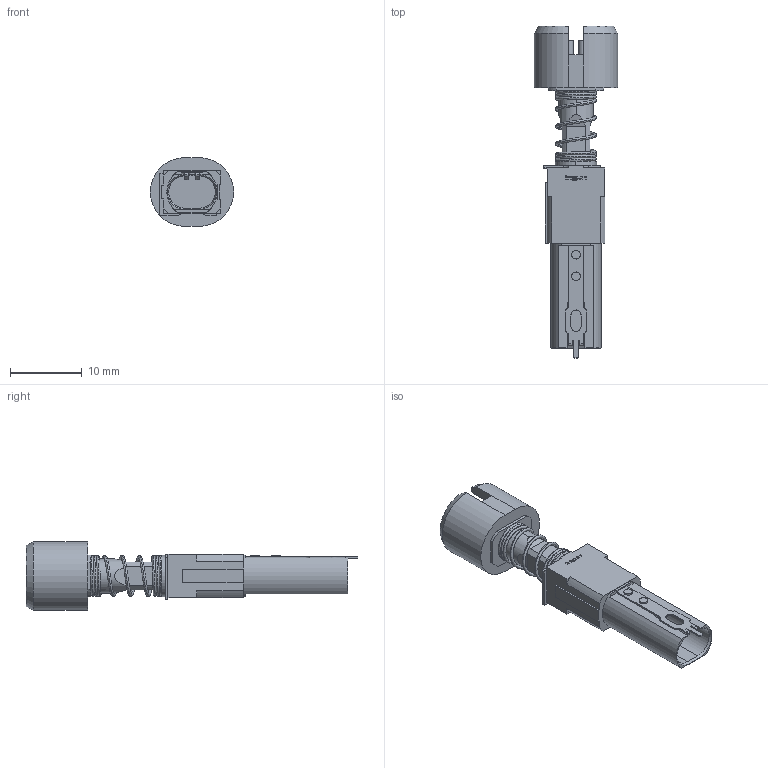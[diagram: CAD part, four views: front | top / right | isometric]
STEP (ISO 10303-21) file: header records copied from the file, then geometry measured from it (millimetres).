
FILE_DESCRIPTION (( 'STEP AP203' ), '1' );
FILE_NAME ('INGUN_HFS-802_314_051_A_xx42_HMTD-W.STEP', '2023-11-20T08:00:33', ( '' ), ( '' ), 'SwSTEP 2.0', 'SolidWorks 2021', '' );
FILE_SCHEMA (( 'CONFIG_CONTROL_DESIGN' ));
Length unit declared in the file: millimetre
Products named in the file (1): INGUN_HFS-802_314_051_A_xx42_HMTD-W
Bounding box: 11.6 x 46.3 x 9.6 mm (x, y, z)
Volume: 1413.3 mm3; surface area: 1891.3 mm2
Topology: 1 solids, 1 shells, 287 faces, 747 edges, 480 vertices
Faces by surface type: plane 173, cylinder 88, cone 20, bspline 6
Entity records: 11102 total; most frequent: CARTESIAN_POINT 3943, ORIENTED_EDGE 1494, DIRECTION 1471, EDGE_CURVE 747, LINE 495, VECTOR 495, AXIS2_PLACEMENT_3D 488, VERTEX_POINT 480
